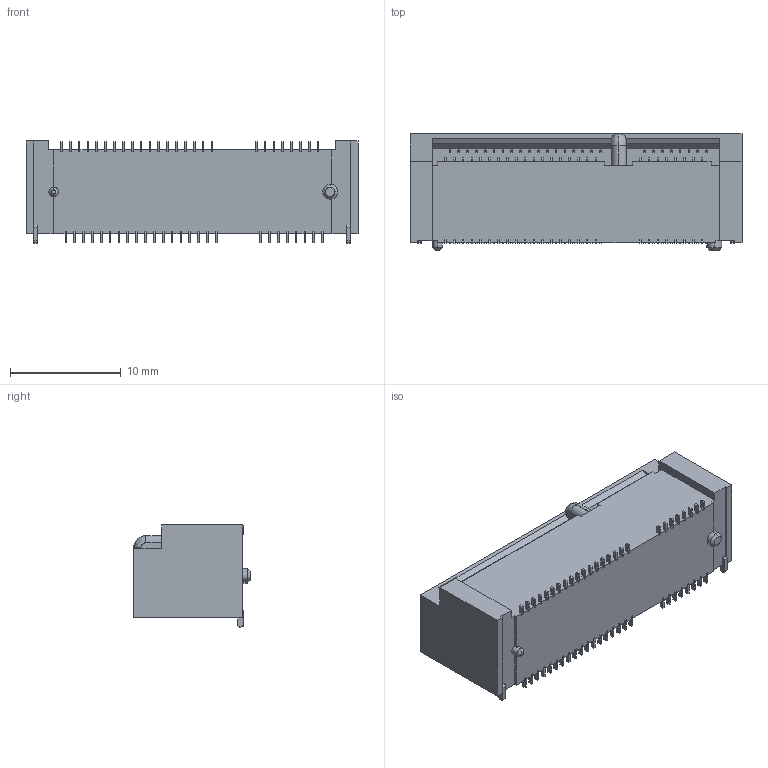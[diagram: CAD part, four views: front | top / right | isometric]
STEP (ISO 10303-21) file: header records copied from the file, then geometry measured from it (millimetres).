
FILE_DESCRIPTION((''),'2;1');
FILE_NAME('C-2041216-1','2014-02-21T',('workeradm'),('Tyco Electronics Ltd.'),'PRO/ENGINEER BY PARAMETRIC TECHNOLOGY CORPORATION, 2013050','PRO/ENGINEER BY PARAMETRIC TECHNOLOGY CORPORATION, 2013050','');
FILE_SCHEMA(('AUTOMOTIVE_DESIGN { 1 0 10303 214 1 1 1 1 }'));
Length unit declared in the file: millimetre
Products named in the file (1): C-2041216-1
Bounding box: 30 x 10.55 x 9.22 mm (x, y, z)
Volume: 2075.9 mm3; surface area: 1448.5 mm2
Topology: 1 solids, 1 shells, 833 faces, 2407 edges, 1602 vertices
Faces by surface type: plane 500, cylinder 327, cone 4, bspline 2
Entity records: 27639 total; most frequent: CARTESIAN_POINT 4878, ORIENTED_EDGE 4814, DIRECTION 4731, EDGE_CURVE 2407, VECTOR 1741, LINE 1741, VERTEX_POINT 1602, AXIS2_PLACEMENT_3D 1495
